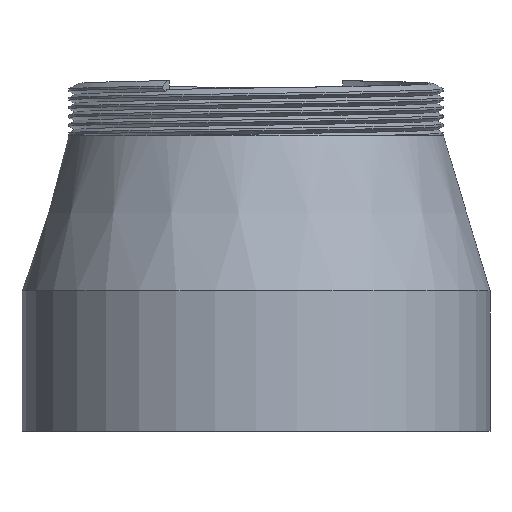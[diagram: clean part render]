
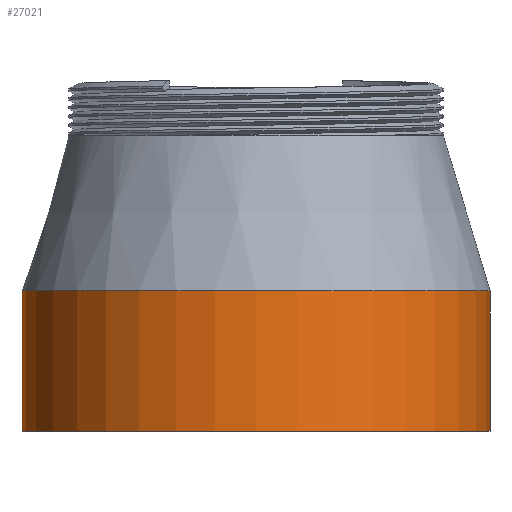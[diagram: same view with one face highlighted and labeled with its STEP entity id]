
A CAD part, front view. The second image highlights one B-rep face of the part: STEP entity #27021.
In plain terms, the highlighted cylindrical face has radius 10 mm (diameter 20 mm), a full revolution.
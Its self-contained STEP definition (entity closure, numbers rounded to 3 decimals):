
#22431 = PLANE('',#22432);
#22432 = AXIS2_PLACEMENT_3D('',#22433,#22434,#22435);
#22433 = CARTESIAN_POINT('',(0.,0.,-6.));
#22434 = DIRECTION('',(0.,0.,1.));
#22435 = DIRECTION('',(1.,0.,0.));
#24616 = EDGE_CURVE('',#24617,#24617,#24619,.T.);
#24617 = VERTEX_POINT('',#24618);
#24618 = CARTESIAN_POINT('',(10.,0.,-6.));
#24619 = SURFACE_CURVE('',#24620,(#24625,#24632),.PCURVE_S1.);
#24620 = CIRCLE('',#24621,10.);
#24621 = AXIS2_PLACEMENT_3D('',#24622,#24623,#24624);
#24622 = CARTESIAN_POINT('',(0.,0.,-6.));
#24623 = DIRECTION('',(0.,0.,1.));
#24624 = DIRECTION('',(1.,0.,0.));
#24625 = PCURVE('',#22431,#24626);
#24626 = DEFINITIONAL_REPRESENTATION('',(#24627),#24631);
#24627 = CIRCLE('',#24628,10.);
#24628 = AXIS2_PLACEMENT_2D('',#24629,#24630);
#24629 = CARTESIAN_POINT('',(0.,0.));
#24630 = DIRECTION('',(1.,0.));
#24631 = ( GEOMETRIC_REPRESENTATION_CONTEXT(2) 
PARAMETRIC_REPRESENTATION_CONTEXT() REPRESENTATION_CONTEXT('2D SPACE',''
  ) );
#24632 = PCURVE('',#24633,#24638);
#24633 = CYLINDRICAL_SURFACE('',#24634,10.);
#24634 = AXIS2_PLACEMENT_3D('',#24635,#24636,#24637);
#24635 = CARTESIAN_POINT('',(0.,0.,-6.));
#24636 = DIRECTION('',(0.,0.,1.));
#24637 = DIRECTION('',(1.,0.,0.));
#24638 = DEFINITIONAL_REPRESENTATION('',(#24639),#24643);
#24639 = LINE('',#24640,#24641);
#24640 = CARTESIAN_POINT('',(0.,0.));
#24641 = VECTOR('',#24642,1.);
#24642 = DIRECTION('',(1.,0.));
#24643 = ( GEOMETRIC_REPRESENTATION_CONTEXT(2) 
PARAMETRIC_REPRESENTATION_CONTEXT() REPRESENTATION_CONTEXT('2D SPACE',''
  ) );
#27021 = ADVANCED_FACE('',(#27022),#24633,.T.);
#27022 = FACE_BOUND('',#27023,.T.);
#27023 = EDGE_LOOP('',(#27024,#27053,#27074,#27075));
#27024 = ORIENTED_EDGE('',*,*,#27025,.F.);
#27025 = EDGE_CURVE('',#27026,#27026,#27028,.T.);
#27026 = VERTEX_POINT('',#27027);
#27027 = CARTESIAN_POINT('',(10.,0.,0.));
#27028 = SURFACE_CURVE('',#27029,(#27034,#27041),.PCURVE_S1.);
#27029 = CIRCLE('',#27030,10.);
#27030 = AXIS2_PLACEMENT_3D('',#27031,#27032,#27033);
#27031 = CARTESIAN_POINT('',(0.,0.,0.));
#27032 = DIRECTION('',(0.,0.,1.));
#27033 = DIRECTION('',(1.,0.,0.));
#27034 = PCURVE('',#24633,#27035);
#27035 = DEFINITIONAL_REPRESENTATION('',(#27036),#27040);
#27036 = LINE('',#27037,#27038);
#27037 = CARTESIAN_POINT('',(0.,6.));
#27038 = VECTOR('',#27039,1.);
#27039 = DIRECTION('',(1.,0.));
#27040 = ( GEOMETRIC_REPRESENTATION_CONTEXT(2) 
PARAMETRIC_REPRESENTATION_CONTEXT() REPRESENTATION_CONTEXT('2D SPACE',''
  ) );
#27041 = PCURVE('',#27042,#27047);
#27042 = PLANE('',#27043);
#27043 = AXIS2_PLACEMENT_3D('',#27044,#27045,#27046);
#27044 = CARTESIAN_POINT('',(0.,0.,0.));
#27045 = DIRECTION('',(0.,0.,1.));
#27046 = DIRECTION('',(1.,0.,0.));
#27047 = DEFINITIONAL_REPRESENTATION('',(#27048),#27052);
#27048 = CIRCLE('',#27049,10.);
#27049 = AXIS2_PLACEMENT_2D('',#27050,#27051);
#27050 = CARTESIAN_POINT('',(0.,0.));
#27051 = DIRECTION('',(1.,0.));
#27052 = ( GEOMETRIC_REPRESENTATION_CONTEXT(2) 
PARAMETRIC_REPRESENTATION_CONTEXT() REPRESENTATION_CONTEXT('2D SPACE',''
  ) );
#27053 = ORIENTED_EDGE('',*,*,#27054,.F.);
#27054 = EDGE_CURVE('',#24617,#27026,#27055,.T.);
#27055 = SEAM_CURVE('',#27056,(#27060,#27067),.PCURVE_S1.);
#27056 = LINE('',#27057,#27058);
#27057 = CARTESIAN_POINT('',(10.,0.,-6.));
#27058 = VECTOR('',#27059,1.);
#27059 = DIRECTION('',(0.,0.,1.));
#27060 = PCURVE('',#24633,#27061);
#27061 = DEFINITIONAL_REPRESENTATION('',(#27062),#27066);
#27062 = LINE('',#27063,#27064);
#27063 = CARTESIAN_POINT('',(6.283,-0.));
#27064 = VECTOR('',#27065,1.);
#27065 = DIRECTION('',(0.,1.));
#27066 = ( GEOMETRIC_REPRESENTATION_CONTEXT(2) 
PARAMETRIC_REPRESENTATION_CONTEXT() REPRESENTATION_CONTEXT('2D SPACE',''
  ) );
#27067 = PCURVE('',#24633,#27068);
#27068 = DEFINITIONAL_REPRESENTATION('',(#27069),#27073);
#27069 = LINE('',#27070,#27071);
#27070 = CARTESIAN_POINT('',(0.,-0.));
#27071 = VECTOR('',#27072,1.);
#27072 = DIRECTION('',(0.,1.));
#27073 = ( GEOMETRIC_REPRESENTATION_CONTEXT(2) 
PARAMETRIC_REPRESENTATION_CONTEXT() REPRESENTATION_CONTEXT('2D SPACE',''
  ) );
#27074 = ORIENTED_EDGE('',*,*,#24616,.T.);
#27075 = ORIENTED_EDGE('',*,*,#27054,.T.);
